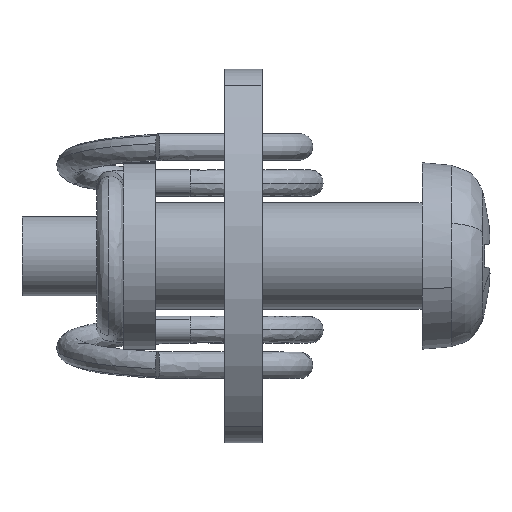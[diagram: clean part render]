
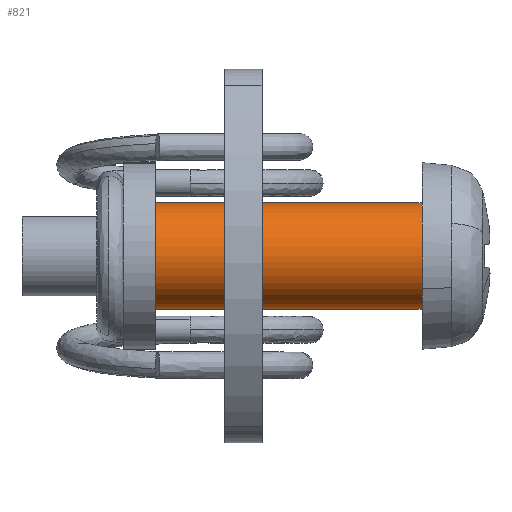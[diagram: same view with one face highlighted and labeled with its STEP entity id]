
A CAD part, top view. The second image highlights one B-rep face of the part: STEP entity #821.
In plain terms, the highlighted free-form (B-spline) face has degree [2, 1] with [5, 2] control points.
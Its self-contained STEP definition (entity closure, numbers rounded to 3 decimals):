
#658=CARTESIAN_POINT('',(-10.,1.986,0.236));
#659=VERTEX_POINT('',#658);
#677=CARTESIAN_POINT('',(0.,1.986,0.236));
#678=VERTEX_POINT('',#677);
#679=CARTESIAN_POINT('',(0.,1.986,0.236));
#680=CARTESIAN_POINT('',(-10.,1.986,0.236));
#681=QUASI_UNIFORM_CURVE('',1,(#679,#680),.UNSPECIFIED.,.F.,.U.);
#682=EDGE_CURVE('',#678,#659,#681,.T.);
#701=CARTESIAN_POINT('',(0.,-1.996,-0.122));
#702=VERTEX_POINT('',#701);
#716=CARTESIAN_POINT('',(-10.,-1.996,-0.122));
#717=VERTEX_POINT('',#716);
#718=CARTESIAN_POINT('',(0.,-1.996,-0.122));
#719=CARTESIAN_POINT('',(-10.,-1.996,-0.122));
#720=QUASI_UNIFORM_CURVE('',1,(#718,#719),.UNSPECIFIED.,.F.,.U.);
#721=EDGE_CURVE('',#702,#717,#720,.T.);
#739=CARTESIAN_POINT('',(0.25,-1.996,-0.122));
#740=CARTESIAN_POINT('',(0.25,-2.118,1.874));
#741=CARTESIAN_POINT('',(0.25,-0.122,1.996));
#742=CARTESIAN_POINT('',(0.25,1.763,2.112));
#743=CARTESIAN_POINT('',(0.25,1.986,0.236));
#744=CARTESIAN_POINT('',(-10.256,-1.996,-0.122));
#745=CARTESIAN_POINT('',(-10.256,-2.118,1.874));
#746=CARTESIAN_POINT('',(-10.256,-0.122,1.996));
#747=CARTESIAN_POINT('',(-10.256,1.763,2.112));
#748=CARTESIAN_POINT('',(-10.256,1.986,0.236));
#756=(BOUNDED_SURFACE()B_SPLINE_SURFACE(2,1,((#739,#744),(#740,#745),(#741,#746),(#742,#747),(#743,#748)),.UNSPECIFIED.,.F.,.F.,.U.)B_SPLINE_SURFACE_WITH_KNOTS((3,2,3),(2,2),(0.0,3.314,6.495),(0.0,10.506),.UNSPECIFIED.)GEOMETRIC_REPRESENTATION_ITEM()RATIONAL_B_SPLINE_SURFACE(((1.0,1.0),(0.707,0.707),(1.0,1.0),(0.719,0.719),(0.978,0.978)))REPRESENTATION_ITEM('')SURFACE());
#757=CARTESIAN_POINT('',(-10.,0.0,2.0));
#758=VERTEX_POINT('',#757);
#759=CARTESIAN_POINT('',(-10.,0.0,2.0));
#760=CARTESIAN_POINT('',(-10.,1.776,2.));
#761=CARTESIAN_POINT('',(-10.,1.986,0.236));
#769=(BOUNDED_CURVE()B_SPLINE_CURVE(2,(#759,#760,#761),.UNSPECIFIED.,.F.,.U.)B_SPLINE_CURVE_WITH_KNOTS((3,3),(0.0,0.23),.UNSPECIFIED.)CURVE()GEOMETRIC_REPRESENTATION_ITEM()RATIONAL_B_SPLINE_CURVE((1.0,0.731,0.956))REPRESENTATION_ITEM(''));
#770=EDGE_CURVE('',#758,#659,#769,.T.);
#771=ORIENTED_EDGE('',*,*,#770,.F.);
#772=CARTESIAN_POINT('',(-10.,-1.996,-0.122));
#773=CARTESIAN_POINT('',(-10.,-2.,-0.061));
#774=CARTESIAN_POINT('',(-10.,-2.0,0.0));
#775=CARTESIAN_POINT('',(-10.,-2.,2.));
#776=CARTESIAN_POINT('',(-10.,0.0,2.0));
#784=(BOUNDED_CURVE()B_SPLINE_CURVE(2,(#772,#773,#774,#775,#776),.UNSPECIFIED.,.F.,.U.)B_SPLINE_CURVE_WITH_KNOTS((3,2,3),(0.739,0.75,1.0),.UNSPECIFIED.)CURVE()GEOMETRIC_REPRESENTATION_ITEM()RATIONAL_B_SPLINE_CURVE((0.976,0.988,1.0,0.707,1.0))REPRESENTATION_ITEM(''));
#785=EDGE_CURVE('',#717,#758,#784,.T.);
#786=ORIENTED_EDGE('',*,*,#785,.F.);
#787=ORIENTED_EDGE('',*,*,#721,.F.);
#788=CARTESIAN_POINT('',(0.,0.0,2.0));
#789=VERTEX_POINT('',#788);
#790=CARTESIAN_POINT('',(0.,-1.996,-0.122));
#791=CARTESIAN_POINT('',(0.,-2.,-0.061));
#792=CARTESIAN_POINT('',(0.,-2.0,0.0));
#793=CARTESIAN_POINT('',(0.,-2.,2.));
#794=CARTESIAN_POINT('',(0.,0.0,2.0));
#802=(BOUNDED_CURVE()B_SPLINE_CURVE(2,(#790,#791,#792,#793,#794),.UNSPECIFIED.,.F.,.U.)B_SPLINE_CURVE_WITH_KNOTS((3,2,3),(0.739,0.75,1.0),.UNSPECIFIED.)CURVE()GEOMETRIC_REPRESENTATION_ITEM()RATIONAL_B_SPLINE_CURVE((0.976,0.988,1.0,0.707,1.0))REPRESENTATION_ITEM(''));
#803=EDGE_CURVE('',#702,#789,#802,.T.);
#804=ORIENTED_EDGE('',*,*,#803,.T.);
#805=CARTESIAN_POINT('',(0.,0.0,2.0));
#806=CARTESIAN_POINT('',(0.,1.776,2.));
#807=CARTESIAN_POINT('',(0.,1.986,0.236));
#815=(BOUNDED_CURVE()B_SPLINE_CURVE(2,(#805,#806,#807),.UNSPECIFIED.,.F.,.U.)B_SPLINE_CURVE_WITH_KNOTS((3,3),(0.0,0.23),.UNSPECIFIED.)CURVE()GEOMETRIC_REPRESENTATION_ITEM()RATIONAL_B_SPLINE_CURVE((1.0,0.731,0.956))REPRESENTATION_ITEM(''));
#816=EDGE_CURVE('',#789,#678,#815,.T.);
#817=ORIENTED_EDGE('',*,*,#816,.T.);
#818=ORIENTED_EDGE('',*,*,#682,.T.);
#819=EDGE_LOOP('',(#771,#786,#787,#804,#817,#818));
#820=FACE_OUTER_BOUND('',#819,.T.);
#821=ADVANCED_FACE('',(#820),#756,.T.);
